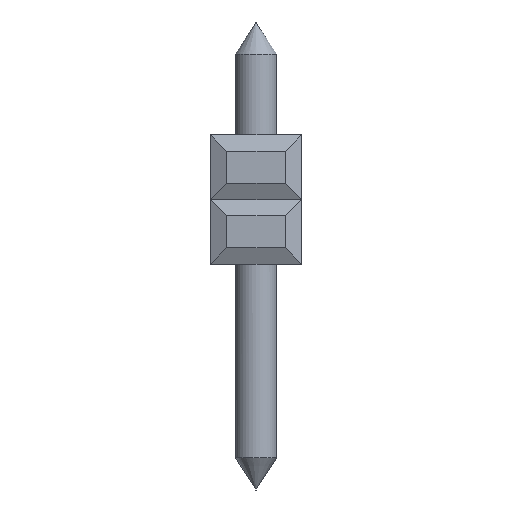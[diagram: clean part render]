
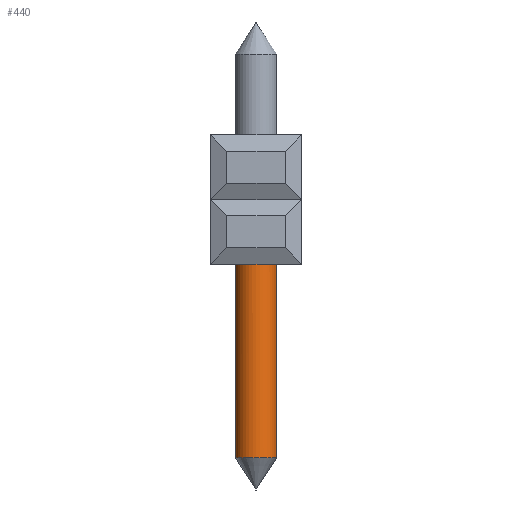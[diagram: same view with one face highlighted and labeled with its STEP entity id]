
A CAD part, left-side view. The second image highlights one B-rep face of the part: STEP entity #440.
In plain terms, the highlighted cylindrical face has radius 0.65 mm (diameter 1.3 mm), a full revolution.
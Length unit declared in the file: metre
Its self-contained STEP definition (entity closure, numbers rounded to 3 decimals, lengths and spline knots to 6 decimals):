
#440=ADVANCED_FACE('',(#1245,#1246),#1247,.T.);
#1245=FACE_OUTER_BOUND('',#2484,.T.);
#1246=FACE_OUTER_BOUND('',#2485,.T.);
#1247=CYLINDRICAL_SURFACE('',#2486,0.00065);
#2484=EDGE_LOOP('',(#3768));
#2485=EDGE_LOOP('',(#3769));
#2486=AXIS2_PLACEMENT_3D('',#3770,#3771,#3772);
#3768=ORIENTED_EDGE('',*,*,#6908,.F.);
#3769=ORIENTED_EDGE('',*,*,#6909,.F.);
#3770=CARTESIAN_POINT('',(-0.00435,-0.03326,0.0005));
#3771=DIRECTION('',(0.0,0.,-1.0));
#3772=DIRECTION('',(-1.0,0.0,0.0));
#6908=EDGE_CURVE('',#8172,#8172,#8173,.T.);
#6909=EDGE_CURVE('',#8174,#8174,#8175,.T.);
#8172=VERTEX_POINT('',#9914);
#8173=CIRCLE('',#9915,0.00065);
#8174=VERTEX_POINT('',#9916);
#8175=CIRCLE('',#9917,0.00065);
#9914=CARTESIAN_POINT('',(-0.00396,-0.03274,-0.01));
#9915=AXIS2_PLACEMENT_3D('',#12405,#12406,#12407);
#9916=CARTESIAN_POINT('',(-0.00435,-0.03391,-0.0038));
#9917=AXIS2_PLACEMENT_3D('',#12408,#12409,#12410);
#12405=CARTESIAN_POINT('',(-0.00435,-0.03326,-0.01));
#12406=DIRECTION('',(0.,0.,-1.0));
#12407=DIRECTION('',(0.6,0.8,0.));
#12408=CARTESIAN_POINT('',(-0.00435,-0.03326,-0.0038));
#12409=DIRECTION('',(0.0,0.,1.0));
#12410=DIRECTION('',(0.0,-1.0,0.));
